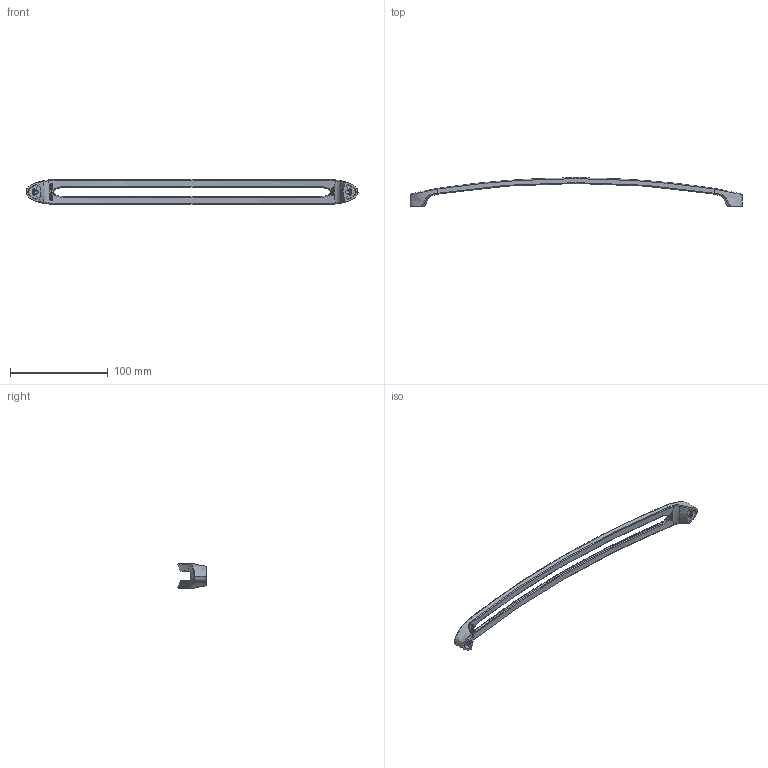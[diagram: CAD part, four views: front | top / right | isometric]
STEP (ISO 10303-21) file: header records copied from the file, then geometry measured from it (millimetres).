
FILE_DESCRIPTION(('Creo Elements/Direct Modeling STEP Export'),'2;1');
FILE_NAME('2374-340.stp','2019-11-11T14:11:15',(''),(''),'Creo Elements/Direct Modeling STEP processor for AP214 (Solid Model)','Creo Elements/Direct Modeling 20.0 12-Nov-2016 (C) Parametric Technology GmbH','');
FILE_SCHEMA(('AUTOMOTIVE_DESIGN { 1 0 10303 214 1 1 1 1 }'));
Products named in the file (2): ZN-10415
Assembly tree (1 placements, depth 2):
  ZN-10415
    ZN-10415
Bounding box: 340 x 28.91 x 25 mm (x, y, z)
Volume: 29373.5 mm3; surface area: 18668.9 mm2
Topology: 1 solids, 1 shells, 591 faces, 1670 edges, 1099 vertices
Faces by surface type: plane 487, bspline 42, cylinder 30, extrusion 18, cone 8, torus 4, revolution 2
Entity records: 95087 total; most frequent: CARTESIAN_POINT 79425, DIRECTION 3401, ORIENTED_EDGE 3332, EDGE_CURVE 1666, AXIS2_PLACEMENT_3D 1369, VERTEX_POINT 1099, ELLIPSE 712, VECTOR 661
